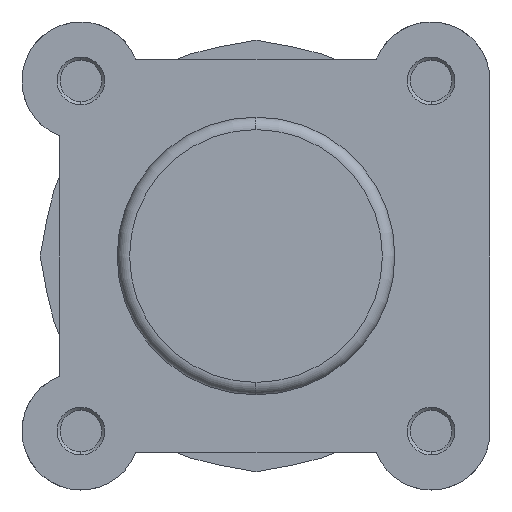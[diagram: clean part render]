
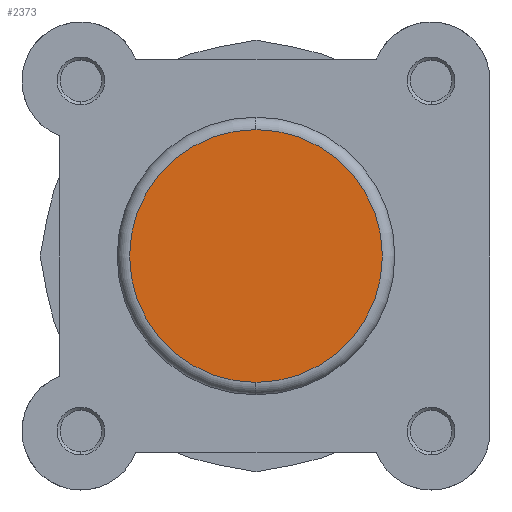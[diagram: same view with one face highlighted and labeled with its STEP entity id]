
A CAD part, left-side view. The second image highlights one B-rep face of the part: STEP entity #2373.
In plain terms, the highlighted planar face has unit normal (-1, 0, 0).
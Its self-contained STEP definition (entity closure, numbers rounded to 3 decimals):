
#13 = ORIENTED_EDGE ( 'NONE', *, *, #2633, .T. ) ;
#101 = ORIENTED_EDGE ( 'NONE', *, *, #2579, .T. ) ;
#271 = VERTEX_POINT ( 'NONE', #3677 ) ;
#275 = VERTEX_POINT ( 'NONE', #3681 ) ;
#650 = EDGE_LOOP ( 'NONE', ( #101, #13 ) ) ;
#1872 = FACE_OUTER_BOUND ( 'NONE', #650, .T. ) ;
#2129 = CIRCLE ( 'NONE', #3225, 20.4 ) ;
#2208 = CIRCLE ( 'NONE', #3254, 20.4 ) ;
#2373 = ADVANCED_FACE ( 'NONE', ( #1872 ), #4106, .F. ) ;
#2579 = EDGE_CURVE ( 'NONE', #271, #275, #2129, .T. ) ;
#2633 = EDGE_CURVE ( 'NONE', #275, #271, #2208, .T. ) ;
#3106 = AXIS2_PLACEMENT_3D ( 'NONE', #4105, #4108, #4109 ) ;
#3225 = AXIS2_PLACEMENT_3D ( 'NONE', #4532, #4533, #4534 ) ;
#3254 = AXIS2_PLACEMENT_3D ( 'NONE', #4668, #4670, #4671 ) ;
#3677 = CARTESIAN_POINT ( 'NONE',  ( 0., 0., -20.4 ) ) ;
#3681 = CARTESIAN_POINT ( 'NONE',  ( 0., 0., 20.4 ) ) ;
#4105 = CARTESIAN_POINT ( 'NONE',  ( 0., 0., 0. ) ) ;
#4106 = PLANE ( 'NONE',  #3106 ) ;
#4108 = DIRECTION ( 'NONE',  ( 1., 0., 0. ) ) ;
#4109 = DIRECTION ( 'NONE',  ( 0., 0., -1. ) ) ;
#4532 = CARTESIAN_POINT ( 'NONE',  ( 0., 0., 0. ) ) ;
#4533 = DIRECTION ( 'NONE',  ( -1., 0., 0. ) ) ;
#4534 = DIRECTION ( 'NONE',  ( 0., 0., -1. ) ) ;
#4668 = CARTESIAN_POINT ( 'NONE',  ( 0., 0., 0. ) ) ;
#4670 = DIRECTION ( 'NONE',  ( -1., 0., 0. ) ) ;
#4671 = DIRECTION ( 'NONE',  ( 0., 0., -1. ) ) ;
